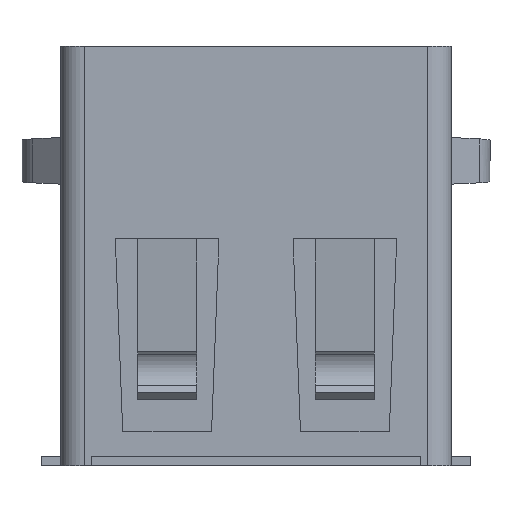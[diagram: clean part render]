
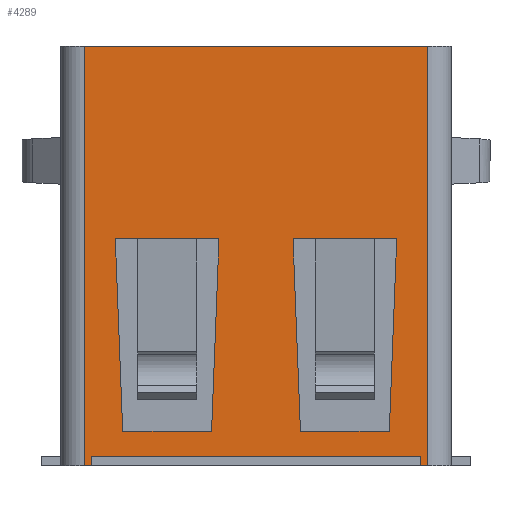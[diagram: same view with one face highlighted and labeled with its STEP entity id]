
A CAD part, top view. The second image highlights one B-rep face of the part: STEP entity #4289.
In plain terms, the highlighted planar face has unit normal (0, 0, 1).
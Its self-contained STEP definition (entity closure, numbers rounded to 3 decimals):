
#3303=CARTESIAN_POINT('',(-5.8,1.11,6.9));
#3304=VERTEX_POINT('',#3303);
#3312=CARTESIAN_POINT('',(5.8,1.11,6.9));
#3313=VERTEX_POINT('',#3312);
#3314=CARTESIAN_POINT('',(5.8,1.11,6.9));
#3315=DIRECTION('',(-1.0,0.0,0.0));
#3316=VECTOR('',#3315,11.6);
#3317=LINE('',#3314,#3316);
#3318=EDGE_CURVE('',#3313,#3304,#3317,.T.);
#3720=CARTESIAN_POINT('',(5.8,-13.05,6.9));
#3721=VERTEX_POINT('',#3720);
#3731=CARTESIAN_POINT('',(5.8,-13.05,6.9));
#3732=DIRECTION('',(0.0,1.0,0.0));
#3733=VECTOR('',#3732,14.16);
#3734=LINE('',#3731,#3733);
#3735=EDGE_CURVE('',#3721,#3313,#3734,.T.);
#3914=CARTESIAN_POINT('',(-5.8,-13.05,6.9));
#3915=VERTEX_POINT('',#3914);
#3916=CARTESIAN_POINT('',(-5.56,-13.05,6.9));
#3917=VERTEX_POINT('',#3916);
#3918=CARTESIAN_POINT('',(-5.8,-13.05,6.9));
#3919=DIRECTION('',(1.0,0.0,0.0));
#3920=VECTOR('',#3919,0.24);
#3921=LINE('',#3918,#3920);
#3922=EDGE_CURVE('',#3915,#3917,#3921,.T.);
#3992=CARTESIAN_POINT('',(5.56,-13.05,6.9));
#3993=VERTEX_POINT('',#3992);
#3994=CARTESIAN_POINT('',(5.56,-13.05,6.9));
#3995=DIRECTION('',(1.0,0.0,0.0));
#3996=VECTOR('',#3995,0.24);
#3997=LINE('',#3994,#3996);
#3998=EDGE_CURVE('',#3993,#3721,#3997,.T.);
#4150=CARTESIAN_POINT('',(-6.38,1.818,6.9));
#4151=DIRECTION('',(0.0,0.0,1.0));
#4152=DIRECTION('',(0.0,-1.0,0.0));
#4153=AXIS2_PLACEMENT_3D('',#4150,#4151,#4152);
#4154=PLANE('',#4153);
#4155=ORIENTED_EDGE('',*,*,#3318,.T.);
#4156=CARTESIAN_POINT('',(-5.8,1.11,6.9));
#4157=DIRECTION('',(0.0,-1.0,0.0));
#4158=VECTOR('',#4157,14.16);
#4159=LINE('',#4156,#4158);
#4160=EDGE_CURVE('',#3304,#3915,#4159,.T.);
#4161=ORIENTED_EDGE('',*,*,#4160,.T.);
#4162=ORIENTED_EDGE('',*,*,#3922,.T.);
#4163=CARTESIAN_POINT('',(-5.56,-12.73,6.9));
#4164=VERTEX_POINT('',#4163);
#4165=CARTESIAN_POINT('',(-5.56,-12.73,6.9));
#4166=DIRECTION('',(0.0,-1.0,0.0));
#4167=VECTOR('',#4166,0.32);
#4168=LINE('',#4165,#4167);
#4169=EDGE_CURVE('',#4164,#3917,#4168,.T.);
#4170=ORIENTED_EDGE('',*,*,#4169,.F.);
#4171=CARTESIAN_POINT('',(5.56,-12.73,6.9));
#4172=VERTEX_POINT('',#4171);
#4173=CARTESIAN_POINT('',(-5.56,-12.73,6.9));
#4174=DIRECTION('',(1.0,0.0,0.0));
#4175=VECTOR('',#4174,11.12);
#4176=LINE('',#4173,#4175);
#4177=EDGE_CURVE('',#4164,#4172,#4176,.T.);
#4178=ORIENTED_EDGE('',*,*,#4177,.T.);
#4179=CARTESIAN_POINT('',(5.56,-12.73,6.9));
#4180=DIRECTION('',(0.0,-1.0,0.0));
#4181=VECTOR('',#4180,0.32);
#4182=LINE('',#4179,#4181);
#4183=EDGE_CURVE('',#4172,#3993,#4182,.T.);
#4184=ORIENTED_EDGE('',*,*,#4183,.T.);
#4185=ORIENTED_EDGE('',*,*,#3998,.T.);
#4186=ORIENTED_EDGE('',*,*,#3735,.T.);
#4187=EDGE_LOOP('',(#4155,#4161,#4162,#4170,#4178,#4184,#4185,#4186));
#4188=FACE_OUTER_BOUND('',#4187,.T.);
#4189=CARTESIAN_POINT('',(-4.5,-11.9,6.9));
#4190=VERTEX_POINT('',#4189);
#4191=CARTESIAN_POINT('',(-1.5,-11.9,6.9));
#4192=VERTEX_POINT('',#4191);
#4193=CARTESIAN_POINT('',(-4.5,-11.9,6.9));
#4194=DIRECTION('',(1.0,0.0,0.0));
#4195=VECTOR('',#4194,3.0);
#4196=LINE('',#4193,#4195);
#4197=EDGE_CURVE('',#4190,#4192,#4196,.T.);
#4198=ORIENTED_EDGE('',*,*,#4197,.F.);
#4199=CARTESIAN_POINT('',(-4.75,-5.4,6.9));
#4200=VERTEX_POINT('',#4199);
#4201=CARTESIAN_POINT('',(-4.75,-5.4,6.9));
#4202=DIRECTION('',(0.038,-0.999,0.0));
#4203=VECTOR('',#4202,6.505);
#4204=LINE('',#4201,#4203);
#4205=EDGE_CURVE('',#4200,#4190,#4204,.T.);
#4206=ORIENTED_EDGE('',*,*,#4205,.F.);
#4207=CARTESIAN_POINT('',(-4.0,-5.4,6.9));
#4208=VERTEX_POINT('',#4207);
#4209=CARTESIAN_POINT('',(-4.0,-5.4,6.9));
#4210=DIRECTION('',(-1.0,0.0,0.0));
#4211=VECTOR('',#4210,0.75);
#4212=LINE('',#4209,#4211);
#4213=EDGE_CURVE('',#4208,#4200,#4212,.T.);
#4214=ORIENTED_EDGE('',*,*,#4213,.F.);
#4215=CARTESIAN_POINT('',(-2.0,-5.4,6.9));
#4216=VERTEX_POINT('',#4215);
#4217=CARTESIAN_POINT('',(-2.0,-5.4,6.9));
#4218=DIRECTION('',(-1.0,0.0,0.0));
#4219=VECTOR('',#4218,2.0);
#4220=LINE('',#4217,#4219);
#4221=EDGE_CURVE('',#4216,#4208,#4220,.T.);
#4222=ORIENTED_EDGE('',*,*,#4221,.F.);
#4223=CARTESIAN_POINT('',(-1.25,-5.4,6.9));
#4224=VERTEX_POINT('',#4223);
#4225=CARTESIAN_POINT('',(-1.25,-5.4,6.9));
#4226=DIRECTION('',(-1.0,0.0,0.0));
#4227=VECTOR('',#4226,0.75);
#4228=LINE('',#4225,#4227);
#4229=EDGE_CURVE('',#4224,#4216,#4228,.T.);
#4230=ORIENTED_EDGE('',*,*,#4229,.F.);
#4231=CARTESIAN_POINT('',(-1.5,-11.9,6.9));
#4232=DIRECTION('',(0.038,0.999,0.0));
#4233=VECTOR('',#4232,6.505);
#4234=LINE('',#4231,#4233);
#4235=EDGE_CURVE('',#4192,#4224,#4234,.T.);
#4236=ORIENTED_EDGE('',*,*,#4235,.F.);
#4237=EDGE_LOOP('',(#4198,#4206,#4214,#4222,#4230,#4236));
#4238=FACE_BOUND('',#4237,.T.);
#4239=CARTESIAN_POINT('',(4.5,-11.9,6.9));
#4240=VERTEX_POINT('',#4239);
#4241=CARTESIAN_POINT('',(4.75,-5.4,6.9));
#4242=VERTEX_POINT('',#4241);
#4243=CARTESIAN_POINT('',(4.5,-11.9,6.9));
#4244=DIRECTION('',(0.038,0.999,0.0));
#4245=VECTOR('',#4244,6.505);
#4246=LINE('',#4243,#4245);
#4247=EDGE_CURVE('',#4240,#4242,#4246,.T.);
#4248=ORIENTED_EDGE('',*,*,#4247,.F.);
#4249=CARTESIAN_POINT('',(1.5,-11.9,6.9));
#4250=VERTEX_POINT('',#4249);
#4251=CARTESIAN_POINT('',(1.5,-11.9,6.9));
#4252=DIRECTION('',(1.0,0.0,0.0));
#4253=VECTOR('',#4252,3.0);
#4254=LINE('',#4251,#4253);
#4255=EDGE_CURVE('',#4250,#4240,#4254,.T.);
#4256=ORIENTED_EDGE('',*,*,#4255,.F.);
#4257=CARTESIAN_POINT('',(1.25,-5.4,6.9));
#4258=VERTEX_POINT('',#4257);
#4259=CARTESIAN_POINT('',(1.25,-5.4,6.9));
#4260=DIRECTION('',(0.038,-0.999,0.0));
#4261=VECTOR('',#4260,6.505);
#4262=LINE('',#4259,#4261);
#4263=EDGE_CURVE('',#4258,#4250,#4262,.T.);
#4264=ORIENTED_EDGE('',*,*,#4263,.F.);
#4265=CARTESIAN_POINT('',(2.0,-5.4,6.9));
#4266=VERTEX_POINT('',#4265);
#4267=CARTESIAN_POINT('',(2.0,-5.4,6.9));
#4268=DIRECTION('',(-1.0,0.0,0.0));
#4269=VECTOR('',#4268,0.75);
#4270=LINE('',#4267,#4269);
#4271=EDGE_CURVE('',#4266,#4258,#4270,.T.);
#4272=ORIENTED_EDGE('',*,*,#4271,.F.);
#4273=CARTESIAN_POINT('',(4.0,-5.4,6.9));
#4274=VERTEX_POINT('',#4273);
#4275=CARTESIAN_POINT('',(4.0,-5.4,6.9));
#4276=DIRECTION('',(-1.0,0.0,0.0));
#4277=VECTOR('',#4276,2.0);
#4278=LINE('',#4275,#4277);
#4279=EDGE_CURVE('',#4274,#4266,#4278,.T.);
#4280=ORIENTED_EDGE('',*,*,#4279,.F.);
#4281=CARTESIAN_POINT('',(4.75,-5.4,6.9));
#4282=DIRECTION('',(-1.0,0.0,0.0));
#4283=VECTOR('',#4282,0.75);
#4284=LINE('',#4281,#4283);
#4285=EDGE_CURVE('',#4242,#4274,#4284,.T.);
#4286=ORIENTED_EDGE('',*,*,#4285,.F.);
#4287=EDGE_LOOP('',(#4248,#4256,#4264,#4272,#4280,#4286));
#4288=FACE_BOUND('',#4287,.T.);
#4289=ADVANCED_FACE('',(#4188,#4238,#4288),#4154,.T.);
